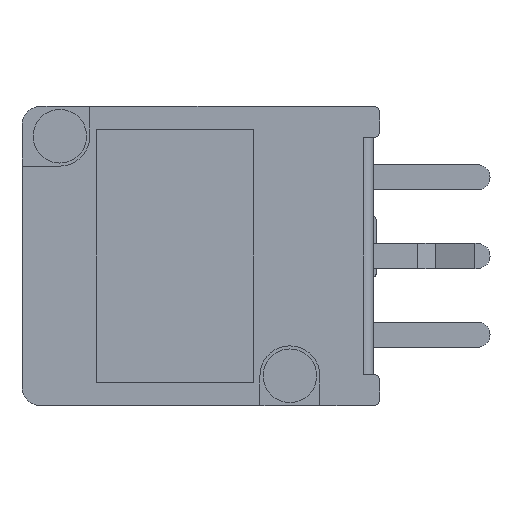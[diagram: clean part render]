
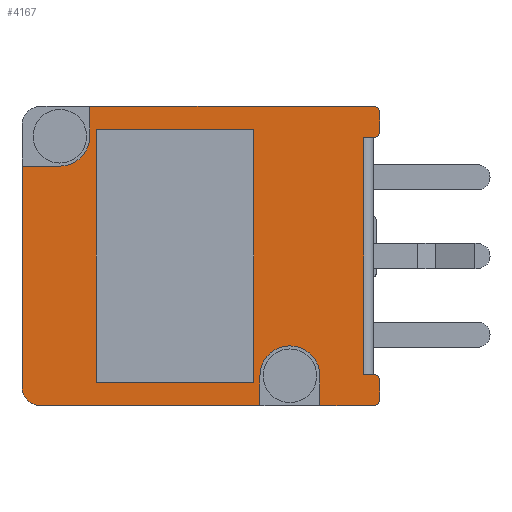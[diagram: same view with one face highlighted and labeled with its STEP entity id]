
A CAD part, front view. The second image highlights one B-rep face of the part: STEP entity #4167.
In plain terms, the highlighted planar face has unit normal (0, -1, 0).
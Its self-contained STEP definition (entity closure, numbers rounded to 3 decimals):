
#3384=CARTESIAN_POINT('',(-6.3,0.,-3.95));
#3385=DIRECTION('',(0.,1.,0.));
#3386=DIRECTION('',(-1.,0.,0.));
#3387=AXIS2_PLACEMENT_3D('',#3384,#3385,#3386);
#3389=DIRECTION('',(1.,0.,0.));
#3390=VECTOR('',#3389,0.3);
#3391=CARTESIAN_POINT('',(-6.3,0.,-3.75));
#3392=LINE('',#3391,#3390);
#3393=DIRECTION('',(-1.,0.,0.));
#3394=VECTOR('',#3393,0.3);
#3395=CARTESIAN_POINT('',(-6.,0.,3.75));
#3396=LINE('',#3395,#3394);
#3397=CARTESIAN_POINT('',(-6.3,0.,3.95));
#3398=DIRECTION('',(0.,1.,0.));
#3399=DIRECTION('',(0.,0.,-1.));
#3400=AXIS2_PLACEMENT_3D('',#3397,#3398,#3399);
#3402=CARTESIAN_POINT('',(-6.3,0.,4.55));
#3403=DIRECTION('',(0.,1.,0.));
#3404=DIRECTION('',(-1.,0.,0.));
#3405=AXIS2_PLACEMENT_3D('',#3402,#3403,#3404);
#3407=CARTESIAN_POINT('',(-3.65,0.,3.8));
#3408=DIRECTION('',(0.,-1.,0.));
#3409=DIRECTION('',(-1.,0.,0.));
#3410=AXIS2_PLACEMENT_3D('',#3407,#3408,#3409);
#3412=DIRECTION('',(0.,0.,1.));
#3413=VECTOR('',#3412,0.95);
#3414=CARTESIAN_POINT('',(-2.7,0.,3.8));
#3415=LINE('',#3414,#3413);
#3416=CARTESIAN_POINT('',(4.25,0.,4.15));
#3417=DIRECTION('',(0.,1.,0.));
#3418=DIRECTION('',(0.,0.,1.));
#3419=AXIS2_PLACEMENT_3D('',#3416,#3417,#3418);
#3421=CARTESIAN_POINT('',(3.65,0.,-3.8));
#3422=DIRECTION('',(0.,-1.,0.));
#3423=DIRECTION('',(0.,0.,1.));
#3424=AXIS2_PLACEMENT_3D('',#3421,#3422,#3423);
#3426=DIRECTION('',(0.,0.,-1.));
#3427=VECTOR('',#3426,0.95);
#3428=CARTESIAN_POINT('',(2.7,0.,-3.8));
#3429=LINE('',#3428,#3427);
#3430=CARTESIAN_POINT('',(-6.3,0.,-4.55));
#3431=DIRECTION('',(0.,1.,0.));
#3432=DIRECTION('',(0.,0.,-1.));
#3433=AXIS2_PLACEMENT_3D('',#3430,#3431,#3432);
#3447=DIRECTION('',(0.,0.,-1.));
#3448=VECTOR('',#3447,0.6);
#3449=CARTESIAN_POINT('',(-6.5,0.,-3.95));
#3450=LINE('',#3449,#3448);
#3459=DIRECTION('',(1.,0.,0.));
#3460=VECTOR('',#3459,9.);
#3461=CARTESIAN_POINT('',(-6.3,0.,-4.75));
#3462=LINE('',#3461,#3460);
#3475=DIRECTION('',(1.,0.,0.));
#3476=VECTOR('',#3475,1.2);
#3477=CARTESIAN_POINT('',(3.65,0.,-2.85));
#3478=LINE('',#3477,#3476);
#3487=DIRECTION('',(0.,0.,1.));
#3488=VECTOR('',#3487,7.);
#3489=CARTESIAN_POINT('',(4.85,0.,-2.85));
#3490=LINE('',#3489,#3488);
#3611=DIRECTION('',(-1.,0.,0.));
#3612=VECTOR('',#3611,6.95);
#3613=CARTESIAN_POINT('',(4.25,0.,4.75));
#3614=LINE('',#3613,#3612);
#3623=DIRECTION('',(-1.,0.,0.));
#3624=VECTOR('',#3623,1.7);
#3625=CARTESIAN_POINT('',(-4.6,0.,4.75));
#3626=LINE('',#3625,#3624);
#3635=DIRECTION('',(0.,0.,-1.));
#3636=VECTOR('',#3635,0.6);
#3637=CARTESIAN_POINT('',(-6.5,0.,4.55));
#3638=LINE('',#3637,#3636);
#3655=DIRECTION('',(0.,0.,-1.));
#3656=VECTOR('',#3655,7.5);
#3657=CARTESIAN_POINT('',(-6.,0.,3.75));
#3658=LINE('',#3657,#3656);
#3681=DIRECTION('',(0.,0.,1.));
#3682=VECTOR('',#3681,0.95);
#3683=CARTESIAN_POINT('',(-4.6,0.,3.8));
#3684=LINE('',#3683,#3682);
#3894=DIRECTION('',(0.,0.,1.));
#3895=VECTOR('',#3894,8.);
#3896=CARTESIAN_POINT('',(-2.5,0.,-4.));
#3897=LINE('',#3896,#3895);
#3902=DIRECTION('',(1.,0.,0.));
#3903=VECTOR('',#3902,5.);
#3904=CARTESIAN_POINT('',(-2.5,0.,4.));
#3905=LINE('',#3904,#3903);
#3910=DIRECTION('',(0.,0.,-1.));
#3911=VECTOR('',#3910,8.);
#3912=CARTESIAN_POINT('',(2.5,0.,4.));
#3913=LINE('',#3912,#3911);
#3918=DIRECTION('',(-1.,0.,0.));
#3919=VECTOR('',#3918,5.);
#3920=CARTESIAN_POINT('',(2.5,0.,-4.));
#3921=LINE('',#3920,#3919);
#3942=CARTESIAN_POINT('',(-6.5,0.,-3.95));
#3943=CARTESIAN_POINT('',(-6.3,0.,-3.75));
#3944=VERTEX_POINT('',#3942);
#3945=VERTEX_POINT('',#3943);
#3946=CARTESIAN_POINT('',(-6.,0.,-3.75));
#3947=VERTEX_POINT('',#3946);
#3948=CARTESIAN_POINT('',(-6.,0.,3.75));
#3949=VERTEX_POINT('',#3948);
#3950=CARTESIAN_POINT('',(-6.3,0.,3.75));
#3951=VERTEX_POINT('',#3950);
#3952=CARTESIAN_POINT('',(-6.5,0.,3.95));
#3953=VERTEX_POINT('',#3952);
#3954=CARTESIAN_POINT('',(-6.5,0.,4.55));
#3955=VERTEX_POINT('',#3954);
#3956=CARTESIAN_POINT('',(-6.3,0.,4.75));
#3957=VERTEX_POINT('',#3956);
#3958=CARTESIAN_POINT('',(-4.6,0.,4.75));
#3959=VERTEX_POINT('',#3958);
#3960=CARTESIAN_POINT('',(-4.6,0.,3.8));
#3961=VERTEX_POINT('',#3960);
#3962=CARTESIAN_POINT('',(-2.7,0.,3.8));
#3963=VERTEX_POINT('',#3962);
#3964=CARTESIAN_POINT('',(-2.7,0.,4.75));
#3965=VERTEX_POINT('',#3964);
#3966=CARTESIAN_POINT('',(4.25,0.,4.75));
#3967=VERTEX_POINT('',#3966);
#3968=CARTESIAN_POINT('',(4.85,0.,4.15));
#3969=VERTEX_POINT('',#3968);
#3970=CARTESIAN_POINT('',(4.85,0.,-2.85));
#3971=VERTEX_POINT('',#3970);
#3972=CARTESIAN_POINT('',(3.65,0.,-2.85));
#3973=VERTEX_POINT('',#3972);
#3974=CARTESIAN_POINT('',(2.7,0.,-3.8));
#3975=VERTEX_POINT('',#3974);
#3976=CARTESIAN_POINT('',(2.7,0.,-4.75));
#3977=VERTEX_POINT('',#3976);
#3978=CARTESIAN_POINT('',(-6.3,0.,-4.75));
#3979=VERTEX_POINT('',#3978);
#3980=CARTESIAN_POINT('',(-6.5,0.,-4.55));
#3981=VERTEX_POINT('',#3980);
#3982=CARTESIAN_POINT('',(-2.5,0.,-4.));
#3983=CARTESIAN_POINT('',(-2.5,0.,4.));
#3984=VERTEX_POINT('',#3982);
#3985=VERTEX_POINT('',#3983);
#3986=CARTESIAN_POINT('',(2.5,0.,-4.));
#3987=VERTEX_POINT('',#3986);
#3988=CARTESIAN_POINT('',(2.5,0.,4.));
#3989=VERTEX_POINT('',#3988);
#4110=CARTESIAN_POINT('',(0.,0.,0.));
#4111=DIRECTION('',(0.,1.,0.));
#4112=DIRECTION('',(1.,0.,0.));
#4113=AXIS2_PLACEMENT_3D('',#4110,#4111,#4112);
#4114=PLANE('',#4113);
#4116=ORIENTED_EDGE('',*,*,#4115,.T.);
#4118=ORIENTED_EDGE('',*,*,#4117,.T.);
#4120=ORIENTED_EDGE('',*,*,#4119,.F.);
#4122=ORIENTED_EDGE('',*,*,#4121,.T.);
#4124=ORIENTED_EDGE('',*,*,#4123,.T.);
#4126=ORIENTED_EDGE('',*,*,#4125,.F.);
#4128=ORIENTED_EDGE('',*,*,#4127,.T.);
#4130=ORIENTED_EDGE('',*,*,#4129,.F.);
#4132=ORIENTED_EDGE('',*,*,#4131,.F.);
#4134=ORIENTED_EDGE('',*,*,#4133,.T.);
#4136=ORIENTED_EDGE('',*,*,#4135,.T.);
#4138=ORIENTED_EDGE('',*,*,#4137,.F.);
#4140=ORIENTED_EDGE('',*,*,#4139,.T.);
#4142=ORIENTED_EDGE('',*,*,#4141,.F.);
#4144=ORIENTED_EDGE('',*,*,#4143,.F.);
#4146=ORIENTED_EDGE('',*,*,#4145,.T.);
#4148=ORIENTED_EDGE('',*,*,#4147,.T.);
#4150=ORIENTED_EDGE('',*,*,#4149,.F.);
#4152=ORIENTED_EDGE('',*,*,#4151,.T.);
#4154=ORIENTED_EDGE('',*,*,#4153,.F.);
#4155=EDGE_LOOP('',(#4116,#4118,#4120,#4122,#4124,#4126,#4128,#4130,#4132,#4134,
#4136,#4138,#4140,#4142,#4144,#4146,#4148,#4150,#4152,#4154));
#4156=FACE_OUTER_BOUND('',#4155,.F.);
#4158=ORIENTED_EDGE('',*,*,#4157,.F.);
#4160=ORIENTED_EDGE('',*,*,#4159,.F.);
#4162=ORIENTED_EDGE('',*,*,#4161,.F.);
#4164=ORIENTED_EDGE('',*,*,#4163,.F.);
#4165=EDGE_LOOP('',(#4158,#4160,#4162,#4164));
#4166=FACE_BOUND('',#4165,.F.);
#4167=ADVANCED_FACE('',(#4156,#4166),#4114,.F.);
#3388=CIRCLE('',#3387,0.2);
#3401=CIRCLE('',#3400,0.2);
#3406=CIRCLE('',#3405,0.2);
#3411=CIRCLE('',#3410,0.95);
#3420=CIRCLE('',#3419,0.6);
#3425=CIRCLE('',#3424,0.95);
#3434=CIRCLE('',#3433,0.2);
#4115=EDGE_CURVE('',#3944,#3945,#3388,.T.);
#4117=EDGE_CURVE('',#3945,#3947,#3392,.T.);
#4119=EDGE_CURVE('',#3949,#3947,#3658,.T.);
#4121=EDGE_CURVE('',#3949,#3951,#3396,.T.);
#4123=EDGE_CURVE('',#3951,#3953,#3401,.T.);
#4125=EDGE_CURVE('',#3955,#3953,#3638,.T.);
#4127=EDGE_CURVE('',#3955,#3957,#3406,.T.);
#4129=EDGE_CURVE('',#3959,#3957,#3626,.T.);
#4131=EDGE_CURVE('',#3961,#3959,#3684,.T.);
#4133=EDGE_CURVE('',#3961,#3963,#3411,.T.);
#4135=EDGE_CURVE('',#3963,#3965,#3415,.T.);
#4137=EDGE_CURVE('',#3967,#3965,#3614,.T.);
#4139=EDGE_CURVE('',#3967,#3969,#3420,.T.);
#4141=EDGE_CURVE('',#3971,#3969,#3490,.T.);
#4143=EDGE_CURVE('',#3973,#3971,#3478,.T.);
#4145=EDGE_CURVE('',#3973,#3975,#3425,.T.);
#4147=EDGE_CURVE('',#3975,#3977,#3429,.T.);
#4149=EDGE_CURVE('',#3979,#3977,#3462,.T.);
#4151=EDGE_CURVE('',#3979,#3981,#3434,.T.);
#4153=EDGE_CURVE('',#3944,#3981,#3450,.T.);
#4157=EDGE_CURVE('',#3984,#3985,#3897,.T.);
#4159=EDGE_CURVE('',#3987,#3984,#3921,.T.);
#4161=EDGE_CURVE('',#3989,#3987,#3913,.T.);
#4163=EDGE_CURVE('',#3985,#3989,#3905,.T.);
